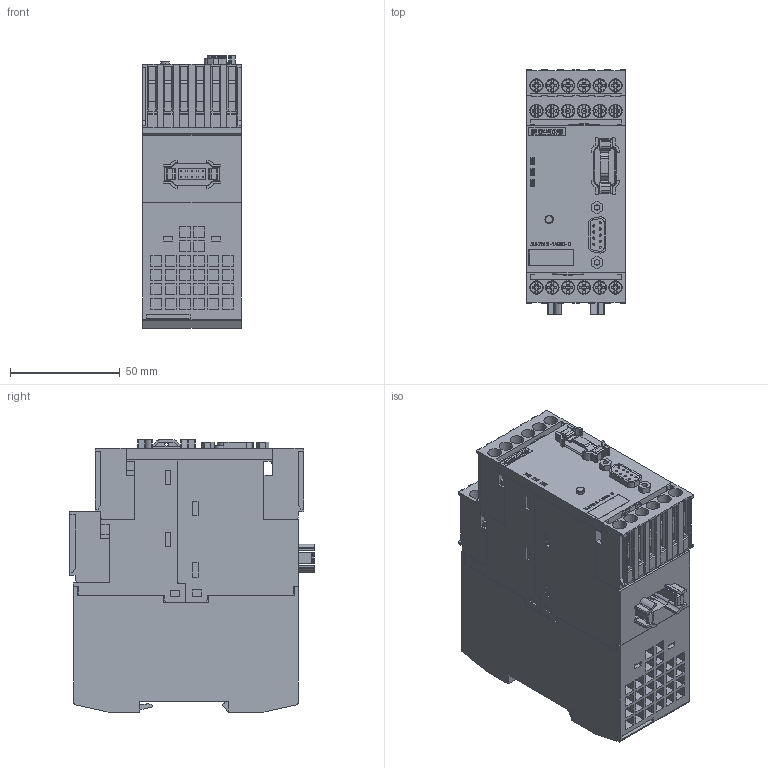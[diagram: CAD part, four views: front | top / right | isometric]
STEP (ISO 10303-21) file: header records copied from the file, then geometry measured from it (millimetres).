
FILE_DESCRIPTION(('STEP AP214'),'1');
FILE_NAME('cctmp_EC496CE3-2967-4D3A-9CB7-D21FC007B76F_2023_07_21_14_57_22_0623..stp','2023-07-21T12:57:24',('SIEMENS A&D'),('CADClick - www.CADClick.com'),'Spatial InterOp 3D postprocessed',' ','unknown authorization');
FILE_SCHEMA(('AUTOMOTIVE_DESIGN'));
Length unit declared in the file: millimetre
Products named in the file (1): 2023_07_21_14_57_22_0529
Bounding box: 45 x 111.2 x 123.9 mm (x, y, z)
Volume: 490794.6 mm3; surface area: 91993.6 mm2
Topology: 1 solids, 1 shells, 2712 faces, 7463 edges, 4926 vertices
Faces by surface type: plane 2210, cylinder 376, cone 108, torus 18
Entity records: 93842 total; most frequent: CARTESIAN_POINT 15700, ORIENTED_EDGE 14910, DIRECTION 13885, EDGE_CURVE 7455, LINE 6111, VECTOR 6111, VERTEX_POINT 4926, AXIS2_PLACEMENT_3D 3887
